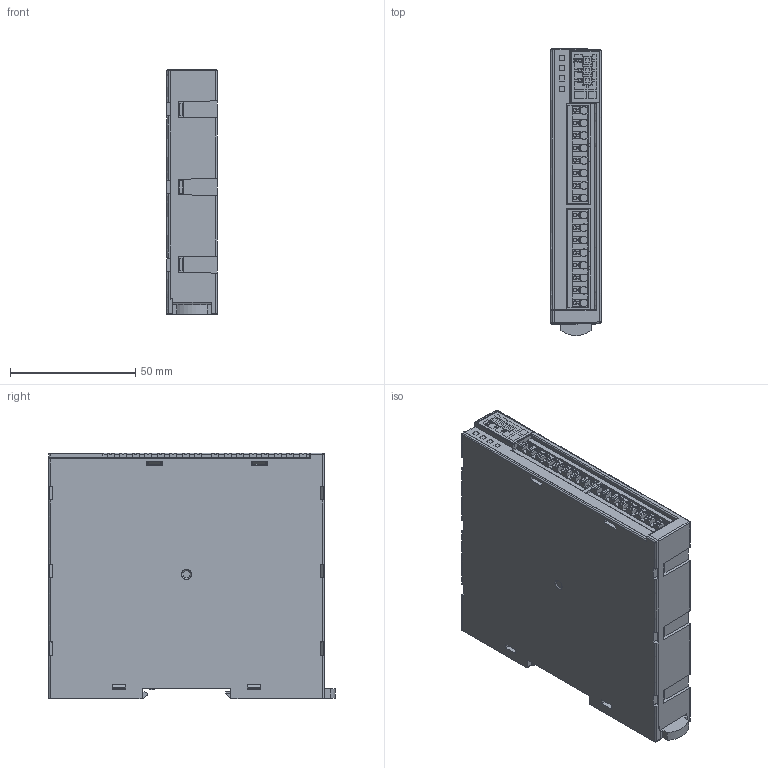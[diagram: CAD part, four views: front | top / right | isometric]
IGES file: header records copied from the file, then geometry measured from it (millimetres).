
Start section: SolidWorks IGES file using analytic representation for surfaces
Global section: file name: HR5S-C2[S][B][D]-T$$$.IGS,15; native system: HSolidWorks 2017; preprocessor: SolidWorks 2017; author: 1003643; date: 200130.100638; units: millimetre
Bounding box: 20 x 114.49 x 98 mm (x, y, z)
Surface area: 40695.7 mm2 (no closed solid volume)
Topology: 0 solids, 0 shells, 1678 faces, 11424 edges, 11422 vertices
Faces by surface type: bspline 1490, revolution 188
